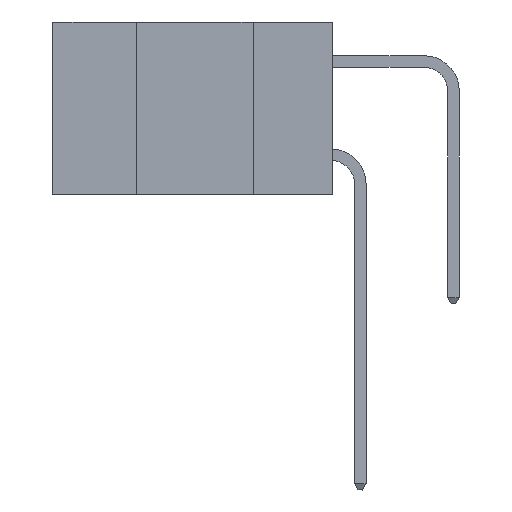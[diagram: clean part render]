
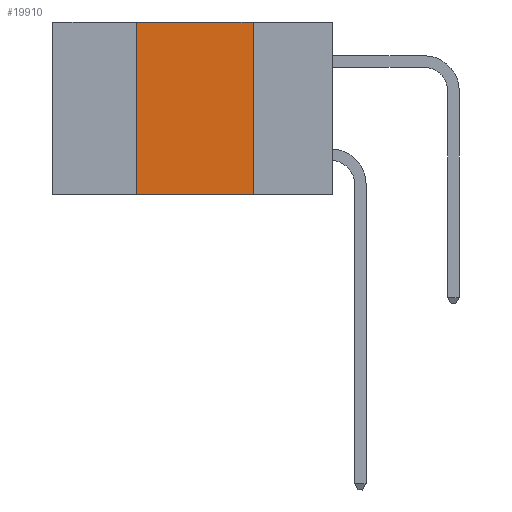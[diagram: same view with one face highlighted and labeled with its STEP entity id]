
A CAD part, left-side view. The second image highlights one B-rep face of the part: STEP entity #19910.
In plain terms, the highlighted planar face has unit normal (-1, 0, 0).
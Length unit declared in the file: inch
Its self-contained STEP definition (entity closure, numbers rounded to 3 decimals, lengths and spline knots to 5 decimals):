
#1017 = PLANE ( 'NONE',  #9331 ) ;
#1737 = VECTOR ( 'NONE', #9996, 39.37008 ) ;
#1745 = EDGE_CURVE ( 'NONE', #2076, #13830, #14696, .T. ) ;
#2076 = VERTEX_POINT ( 'NONE', #25418 ) ;
#2244 = ORIENTED_EDGE ( 'NONE', *, *, #8500, .F. ) ;
#2414 = EDGE_CURVE ( 'NONE', #17647, #2973, #19794, .T. ) ;
#2973 = VERTEX_POINT ( 'NONE', #11224 ) ;
#3092 = DIRECTION ( 'NONE',  ( 0., 0., -1. ) ) ;
#3205 = VECTOR ( 'NONE', #18883, 39.37008 ) ;
#5276 = CARTESIAN_POINT ( 'NONE',  ( 0., 0.6, -0.37 ) ) ;
#5855 = CARTESIAN_POINT ( 'NONE',  ( 0., 0.17, 0. ) ) ;
#8500 = EDGE_CURVE ( 'NONE', #2973, #13830, #18549, .T. ) ;
#8537 = CARTESIAN_POINT ( 'NONE',  ( 0., 0.17, -0.37 ) ) ;
#9331 = AXIS2_PLACEMENT_3D ( 'NONE', #25725, #15618, #3092 ) ;
#9996 = DIRECTION ( 'NONE',  ( 0., 0., 1. ) ) ;
#11224 = CARTESIAN_POINT ( 'NONE',  ( 0., 0.17, 0. ) ) ;
#12786 = LINE ( 'NONE', #24488, #1737 ) ;
#12994 = VECTOR ( 'NONE', #26210, 39.37008 ) ;
#13729 = CARTESIAN_POINT ( 'NONE',  ( 0., 0.42, 0. ) ) ;
#13830 = VERTEX_POINT ( 'NONE', #8537 ) ;
#14038 = VECTOR ( 'NONE', #20812, 39.37008 ) ;
#14429 = FACE_OUTER_BOUND ( 'NONE', #21555, .T. ) ;
#14696 = LINE ( 'NONE', #5276, #14038 ) ;
#15618 = DIRECTION ( 'NONE',  ( 1., 0., 0. ) ) ;
#17647 = VERTEX_POINT ( 'NONE', #13729 ) ;
#18549 = LINE ( 'NONE', #5855, #12994 ) ;
#18836 = EDGE_CURVE ( 'NONE', #2076, #17647, #12786, .T. ) ;
#18883 = DIRECTION ( 'NONE',  ( 0., -1., 0. ) ) ;
#19794 = LINE ( 'NONE', #24613, #3205 ) ;
#19910 = ADVANCED_FACE ( 'NONE', ( #14429 ), #1017, .F. ) ;
#20812 = DIRECTION ( 'NONE',  ( 0., -1., 0. ) ) ;
#21091 = ORIENTED_EDGE ( 'NONE', *, *, #2414, .F. ) ;
#21555 = EDGE_LOOP ( 'NONE', ( #2244, #21091, #23299, #25487 ) ) ;
#23299 = ORIENTED_EDGE ( 'NONE', *, *, #18836, .F. ) ;
#24488 = CARTESIAN_POINT ( 'NONE',  ( 0., 0.42, 0. ) ) ;
#24613 = CARTESIAN_POINT ( 'NONE',  ( 0., 0.6, 0. ) ) ;
#25418 = CARTESIAN_POINT ( 'NONE',  ( 0., 0.42, -0.37 ) ) ;
#25487 = ORIENTED_EDGE ( 'NONE', *, *, #1745, .T. ) ;
#25725 = CARTESIAN_POINT ( 'NONE',  ( 0., 0.6, 0. ) ) ;
#26210 = DIRECTION ( 'NONE',  ( 0., 0., -1. ) ) ;
